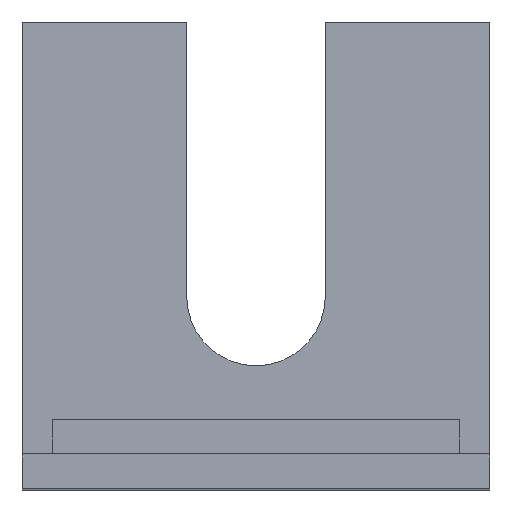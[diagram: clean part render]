
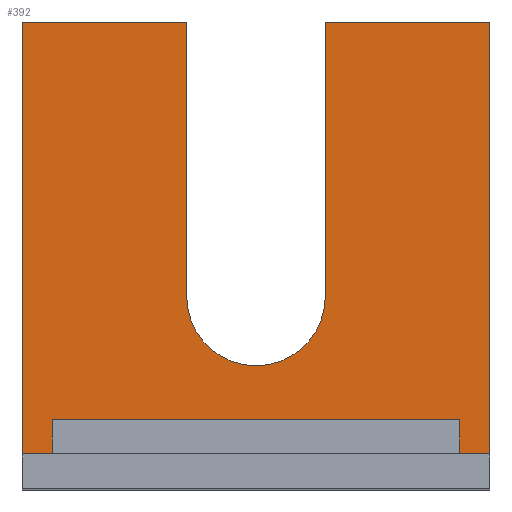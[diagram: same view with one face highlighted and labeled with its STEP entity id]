
A CAD part, top view. The second image highlights one B-rep face of the part: STEP entity #392.
In plain terms, the highlighted planar face has unit normal (0, 0, 1).
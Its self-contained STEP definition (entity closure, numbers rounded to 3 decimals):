
#15=CIRCLE('',#415,4.);
#31=FACE_OUTER_BOUND('',#51,.T.);
#51=EDGE_LOOP('',(#312,#313,#314,#315,#316,#317,#318,#319,#320,#321,#322,
#323,#324,#325,#326,#327));
#58=LINE('',#537,#110);
#63=LINE('',#551,#115);
#71=LINE('',#567,#123);
#76=LINE('',#577,#128);
#81=LINE('',#588,#133);
#84=LINE('',#595,#136);
#92=LINE('',#610,#144);
#93=LINE('',#612,#145);
#94=LINE('',#613,#146);
#95=LINE('',#615,#147);
#96=LINE('',#618,#148);
#97=LINE('',#620,#149);
#98=LINE('',#621,#150);
#99=LINE('',#623,#151);
#100=LINE('',#624,#152);
#110=VECTOR('',#439,10.);
#115=VECTOR('',#452,10.);
#123=VECTOR('',#464,10.);
#128=VECTOR('',#471,10.);
#133=VECTOR('',#480,10.);
#136=VECTOR('',#485,10.);
#144=VECTOR('',#497,10.);
#145=VECTOR('',#500,10.);
#146=VECTOR('',#501,10.);
#147=VECTOR('',#504,10.);
#148=VECTOR('',#507,10.);
#149=VECTOR('',#508,10.);
#150=VECTOR('',#509,10.);
#151=VECTOR('',#510,10.);
#152=VECTOR('',#511,10.);
#162=VERTEX_POINT('',#535);
#163=VERTEX_POINT('',#536);
#166=VERTEX_POINT('',#544);
#168=VERTEX_POINT('',#550);
#174=VERTEX_POINT('',#566);
#176=VERTEX_POINT('',#571);
#178=VERTEX_POINT('',#575);
#181=VERTEX_POINT('',#585);
#182=VERTEX_POINT('',#587);
#183=VERTEX_POINT('',#591);
#185=VERTEX_POINT('',#594);
#189=VERTEX_POINT('',#606);
#190=VERTEX_POINT('',#608);
#191=VERTEX_POINT('',#617);
#192=VERTEX_POINT('',#619);
#193=VERTEX_POINT('',#622);
#198=EDGE_CURVE('',#162,#163,#58,.T.);
#202=EDGE_CURVE('',#163,#166,#15,.T.);
#205=EDGE_CURVE('',#166,#168,#63,.T.);
#213=EDGE_CURVE('',#162,#174,#71,.T.);
#218=EDGE_CURVE('',#176,#178,#76,.T.);
#223=EDGE_CURVE('',#182,#181,#81,.T.);
#226=EDGE_CURVE('',#185,#183,#84,.T.);
#234=EDGE_CURVE('',#189,#190,#92,.T.);
#235=EDGE_CURVE('',#190,#182,#93,.T.);
#236=EDGE_CURVE('',#178,#185,#94,.T.);
#237=EDGE_CURVE('',#189,#183,#95,.T.);
#238=EDGE_CURVE('',#191,#168,#96,.T.);
#239=EDGE_CURVE('',#192,#191,#97,.T.);
#240=EDGE_CURVE('',#176,#192,#98,.T.);
#241=EDGE_CURVE('',#193,#181,#99,.T.);
#242=EDGE_CURVE('',#193,#174,#100,.T.);
#312=ORIENTED_EDGE('',*,*,#205,.T.);
#313=ORIENTED_EDGE('',*,*,#238,.F.);
#314=ORIENTED_EDGE('',*,*,#239,.F.);
#315=ORIENTED_EDGE('',*,*,#240,.F.);
#316=ORIENTED_EDGE('',*,*,#218,.T.);
#317=ORIENTED_EDGE('',*,*,#236,.T.);
#318=ORIENTED_EDGE('',*,*,#226,.T.);
#319=ORIENTED_EDGE('',*,*,#237,.F.);
#320=ORIENTED_EDGE('',*,*,#234,.T.);
#321=ORIENTED_EDGE('',*,*,#235,.T.);
#322=ORIENTED_EDGE('',*,*,#223,.T.);
#323=ORIENTED_EDGE('',*,*,#241,.F.);
#324=ORIENTED_EDGE('',*,*,#242,.T.);
#325=ORIENTED_EDGE('',*,*,#213,.F.);
#326=ORIENTED_EDGE('',*,*,#198,.T.);
#327=ORIENTED_EDGE('',*,*,#202,.T.);
#372=PLANE('',#428);
#392=ADVANCED_FACE('',(#31),#372,.T.);
#415=AXIS2_PLACEMENT_3D('',#545,#445,#446);
#428=AXIS2_PLACEMENT_3D('',#616,#505,#506);
#439=DIRECTION('',(0.,-1.,0.));
#445=DIRECTION('center_axis',(0.,0.,-1.));
#446=DIRECTION('ref_axis',(1.,0.,0.));
#452=DIRECTION('',(0.,1.,0.));
#464=DIRECTION('',(1.,0.,0.));
#471=DIRECTION('',(0.,1.,0.));
#480=DIRECTION('',(0.,-1.,0.));
#485=DIRECTION('',(0.,-1.,0.));
#497=DIRECTION('',(0.,1.,0.));
#500=DIRECTION('',(1.,0.,0.));
#501=DIRECTION('',(1.,0.,0.));
#504=DIRECTION('',(-1.,0.,0.));
#505=DIRECTION('center_axis',(0.,0.,1.));
#506=DIRECTION('ref_axis',(1.,0.,0.));
#507=DIRECTION('',(1.,0.,0.));
#508=DIRECTION('',(0.,1.,0.));
#509=DIRECTION('',(-1.,0.,0.));
#510=DIRECTION('',(-1.,0.,0.));
#511=DIRECTION('',(0.,1.,0.));
#535=CARTESIAN_POINT('',(4.,27.,2.));
#536=CARTESIAN_POINT('',(4.,11.167,2.));
#537=CARTESIAN_POINT('',(4.,5.583,2.));
#544=CARTESIAN_POINT('',(-4.,11.167,2.));
#545=CARTESIAN_POINT('Origin',(0.,11.167,2.));
#550=CARTESIAN_POINT('',(-4.,27.,2.));
#551=CARTESIAN_POINT('',(-4.,13.5,2.));
#566=CARTESIAN_POINT('',(13.5,27.,2.));
#567=CARTESIAN_POINT('',(13.5,27.,2.));
#571=CARTESIAN_POINT('',(-11.75,2.,2.));
#575=CARTESIAN_POINT('',(-11.75,4.,2.));
#577=CARTESIAN_POINT('',(-11.75,0.,2.));
#585=CARTESIAN_POINT('',(11.75,2.,2.));
#587=CARTESIAN_POINT('',(11.75,4.,2.));
#588=CARTESIAN_POINT('',(11.75,0.,2.));
#591=CARTESIAN_POINT('',(-10.2,2.,2.));
#594=CARTESIAN_POINT('',(-10.2,4.,2.));
#595=CARTESIAN_POINT('',(-10.2,0.,2.));
#606=CARTESIAN_POINT('',(10.2,2.,2.));
#608=CARTESIAN_POINT('',(10.2,4.,2.));
#610=CARTESIAN_POINT('',(10.2,0.,2.));
#612=CARTESIAN_POINT('',(-6.75,4.,2.));
#613=CARTESIAN_POINT('',(-6.75,4.,2.));
#615=CARTESIAN_POINT('',(-6.75,2.,2.));
#616=CARTESIAN_POINT('Origin',(-13.5,0.,2.));
#617=CARTESIAN_POINT('',(-13.5,27.,2.));
#618=CARTESIAN_POINT('',(13.5,27.,2.));
#619=CARTESIAN_POINT('',(-13.5,2.,2.));
#620=CARTESIAN_POINT('',(-13.5,0.,2.));
#621=CARTESIAN_POINT('',(-6.75,2.,2.));
#622=CARTESIAN_POINT('',(13.5,2.,2.));
#623=CARTESIAN_POINT('',(-6.75,2.,2.));
#624=CARTESIAN_POINT('',(13.5,0.,2.));
